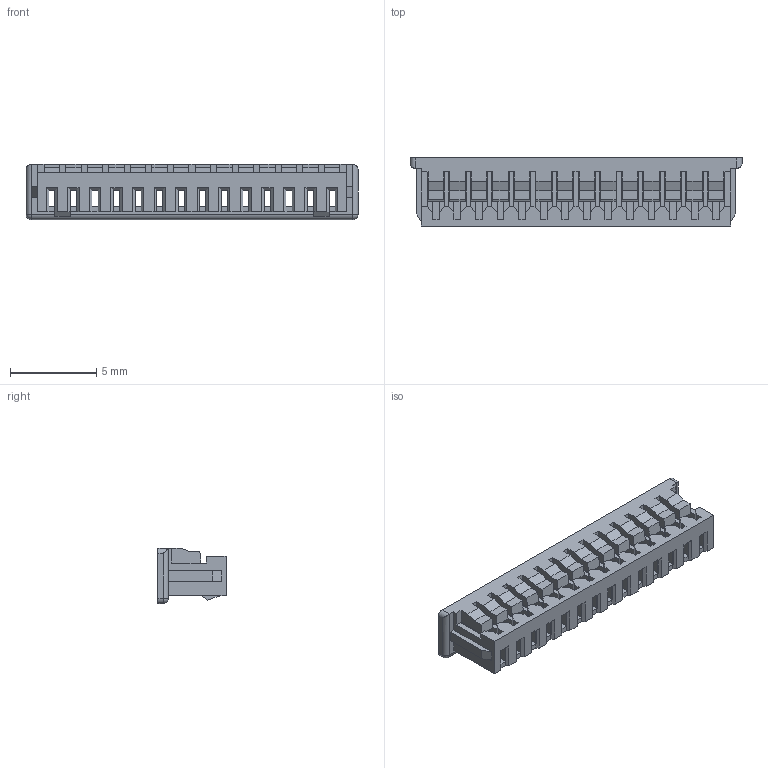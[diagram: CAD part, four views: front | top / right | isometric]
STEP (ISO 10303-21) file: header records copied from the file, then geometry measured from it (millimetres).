
FILE_DESCRIPTION(('FreeCAD Model'),'2;1');
FILE_NAME('510211400.step','2016-05-20T02:34:33',( 'Author'),(''),'Open CASCADE STEP processor 6.8','FreeCAD','Unknown' );
FILE_SCHEMA(('AUTOMOTIVE_DESIGN_CC2 { 1 2 10303 214 -1 1 5 4 }'));
Length unit declared in the file: millimetre
Products named in the file (2): ASSEMBLY; 510211400
Assembly tree (1 placements, depth 2):
  ASSEMBLY
    510211400
Bounding box: 19.25 x 3.95 x 3.2 mm (x, y, z)
Volume: 101.1 mm3; surface area: 564.2 mm2
Topology: 1 solids, 1 shells, 629 faces, 1713 edges, 1046 vertices
Faces by surface type: plane 620, cylinder 7, sphere 2
Entity records: 42325 total; most frequent: CARTESIAN_POINT 7740, DIRECTION 6375, LINE 5089, VECTOR 5089, ORIENTED_EDGE 3426, PCURVE 3426, DEFINITIONAL_REPRESENTATION 3426, EDGE_CURVE 1713
